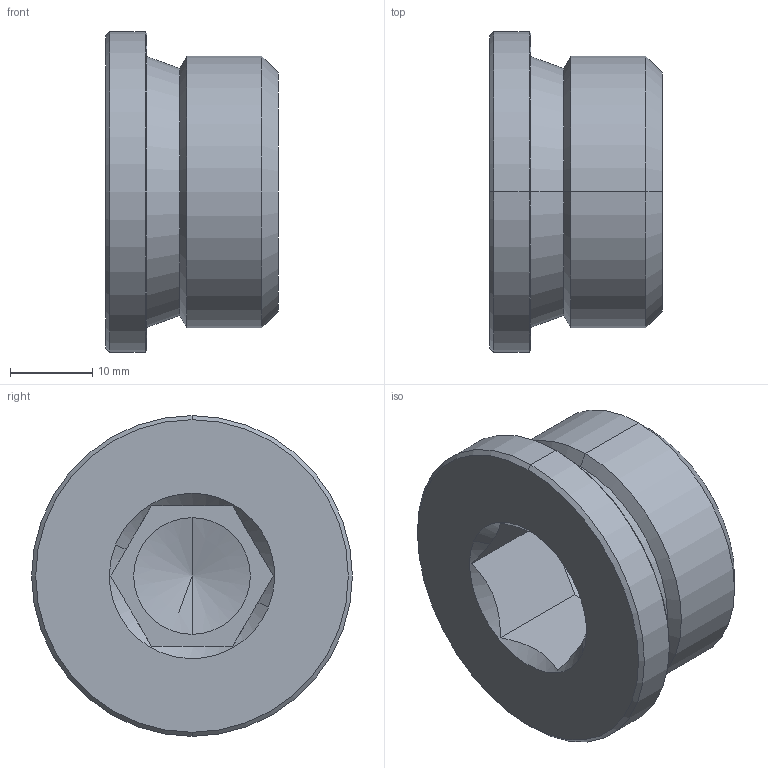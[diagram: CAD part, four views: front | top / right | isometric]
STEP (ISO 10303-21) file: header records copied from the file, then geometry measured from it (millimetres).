
FILE_DESCRIPTION(/* description */ ('VariCAD 2016-1.04 AP-214'),/* implementation_level */ '2;1');
FILE_NAME(/* name */ 'vs_10_ms.stp',/* time_stamp */ '2016-06-16T08:52:21+02:00',/* author */ (''),/* organization */ (''),/* preprocessor_version */ 'ST-DEVELOPER v14',/* originating_system */ 'VariCAD 2016-1.04; kernel version (20130303)',/* authorisation */ '');
FILE_SCHEMA (('AUTOMOTIVE_DESIGN'));
Length unit declared in the file: millimetre
Products named in the file (2): vs_10_ms; 731-1
Assembly tree (1 placements, depth 2):
  vs_10_ms
    731-1
Bounding box: 21 x 39 x 39 mm (x, y, z)
Volume: 15007.1 mm3; surface area: 5563.1 mm2
Topology: 1 solids, 1 shells, 31 faces, 69 edges, 42 vertices
Faces by surface type: cone 14, plane 11, cylinder 6
Entity records: 934 total; most frequent: CARTESIAN_POINT 196, DIRECTION 156, ORIENTED_EDGE 134, EDGE_CURVE 67, AXIS2_PLACEMENT_3D 62, VERTEX_POINT 42, EDGE_LOOP 35, LINE 32
